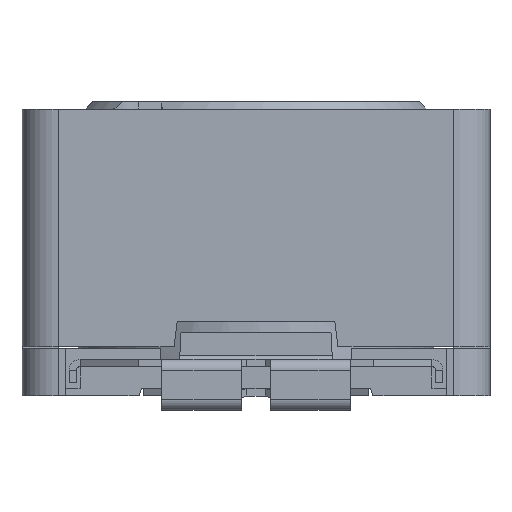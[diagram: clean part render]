
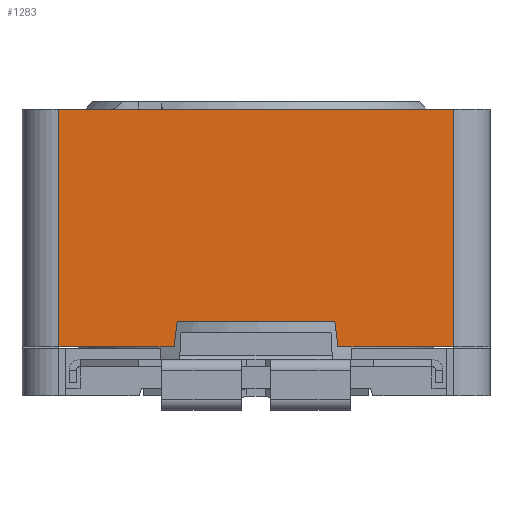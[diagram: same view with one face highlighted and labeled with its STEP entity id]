
A CAD part, front view. The second image highlights one B-rep face of the part: STEP entity #1283.
In plain terms, the highlighted planar face has unit normal (0, -1, 0).
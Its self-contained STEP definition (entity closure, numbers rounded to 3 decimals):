
#1283=ADVANCED_FACE('',(#4675),#4677,.T.);
#4675=FACE_BOUND('',#4676,.T.);
#4676=EDGE_LOOP('',(#7195,#7196,#7197,#7198,#7199,#7200,#7201,#7202));
#4677=PLANE('',#4678);
#4678=AXIS2_PLACEMENT_3D('',#4679,#4680,#4681);
#4679=CARTESIAN_POINT('',(-5.45,-6.45,0.7));
#4680=DIRECTION('',(0.,-1.,0.));
#4681=DIRECTION('',(1.,0.,0.));
#7195=ORIENTED_EDGE('',*,*,#8841,.T.);
#7196=ORIENTED_EDGE('',*,*,#8842,.T.);
#7197=ORIENTED_EDGE('',*,*,#8843,.F.);
#7198=ORIENTED_EDGE('',*,*,#8844,.T.);
#7199=ORIENTED_EDGE('',*,*,#8845,.F.);
#7200=ORIENTED_EDGE('',*,*,#8846,.F.);
#7201=ORIENTED_EDGE('',*,*,#8847,.F.);
#7202=ORIENTED_EDGE('',*,*,#8848,.T.);
#8841=EDGE_CURVE('',#9969,#9970,#9971,.F.);
#8842=EDGE_CURVE('',#9970,#9972,#9973,.F.);
#8843=EDGE_CURVE('',#9974,#9972,#9975,.F.);
#8844=EDGE_CURVE('',#9974,#9976,#9977,.T.);
#8845=EDGE_CURVE('',#9978,#9976,#9979,.T.);
#8846=EDGE_CURVE('',#9980,#9978,#9981,.T.);
#8847=EDGE_CURVE('',#9982,#9980,#9983,.F.);
#8848=EDGE_CURVE('',#9982,#9969,#9984,.F.);
#9969=VERTEX_POINT('',#12159);
#9970=VERTEX_POINT('',#12160);
#9971=LINE('',#12161,#12162);
#9972=VERTEX_POINT('',#12164);
#9973=LINE('',#12165,#12166);
#9974=VERTEX_POINT('',#12168);
#9975=LINE('',#12169,#12170);
#9976=VERTEX_POINT('',#12172);
#9977=LINE('',#12173,#12174);
#9978=VERTEX_POINT('',#12176);
#9979=LINE('',#12177,#12178);
#9980=VERTEX_POINT('',#12180);
#9981=LINE('',#12181,#12182);
#9982=VERTEX_POINT('',#12184);
#9983=LINE('',#12185,#12186);
#9984=LINE('',#12188,#12189);
#12159=CARTESIAN_POINT('',(-2.172,-6.45,2.45));
#12160=CARTESIAN_POINT('',(2.172,-6.45,2.45));
#12161=CARTESIAN_POINT('',(2.172,-6.45,2.45));
#12162=VECTOR('',#12163,1.);
#12163=DIRECTION('',(-1.,0.,0.));
#12164=CARTESIAN_POINT('',(2.258,-6.45,1.75));
#12165=CARTESIAN_POINT('',(2.258,-6.45,1.75));
#12166=VECTOR('',#12167,1.);
#12167=DIRECTION('',(-0.122,0.,0.993));
#12168=CARTESIAN_POINT('',(5.45,-6.45,1.75));
#12169=CARTESIAN_POINT('',(2.258,-6.45,1.75));
#12170=VECTOR('',#12171,1.);
#12171=DIRECTION('',(1.,0.,0.));
#12172=CARTESIAN_POINT('',(5.45,-6.45,8.3));
#12173=CARTESIAN_POINT('',(5.45,-6.45,1.75));
#12174=VECTOR('',#12175,1.);
#12175=DIRECTION('',(0.,0.,1.));
#12176=CARTESIAN_POINT('',(-5.45,-6.45,8.3));
#12177=CARTESIAN_POINT('',(-5.45,-6.45,8.3));
#12178=VECTOR('',#12179,1.);
#12179=DIRECTION('',(1.,0.,0.));
#12180=CARTESIAN_POINT('',(-5.45,-6.45,1.75));
#12181=CARTESIAN_POINT('',(-5.45,-6.45,1.75));
#12182=VECTOR('',#12183,1.);
#12183=DIRECTION('',(0.,0.,1.));
#12184=CARTESIAN_POINT('',(-2.258,-6.45,1.75));
#12185=CARTESIAN_POINT('',(-5.45,-6.45,1.75));
#12186=VECTOR('',#12187,1.);
#12187=DIRECTION('',(1.,0.,0.));
#12188=CARTESIAN_POINT('',(-2.172,-6.45,2.45));
#12189=VECTOR('',#12190,1.);
#12190=DIRECTION('',(-0.122,0.,-0.993));
